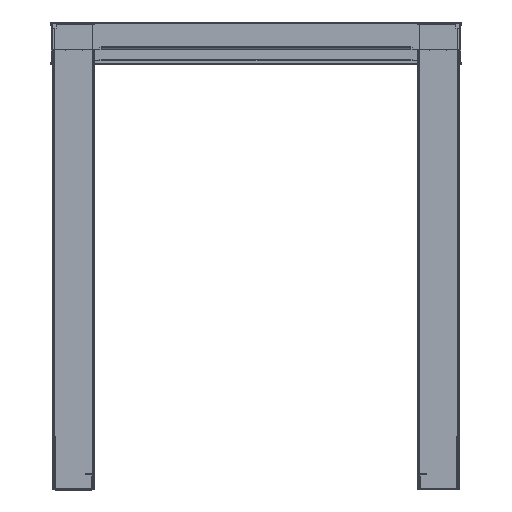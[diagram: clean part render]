
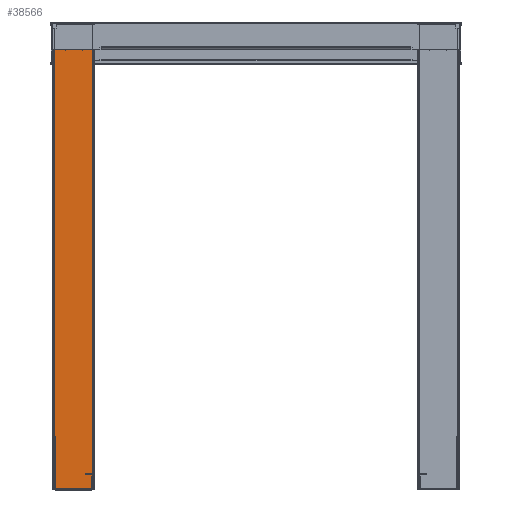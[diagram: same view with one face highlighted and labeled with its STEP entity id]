
A CAD part, front view. The second image highlights one B-rep face of the part: STEP entity #38566.
In plain terms, the highlighted planar face has unit normal (0, -1, 0).
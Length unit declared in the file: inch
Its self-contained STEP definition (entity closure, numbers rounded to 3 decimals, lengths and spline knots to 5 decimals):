
#1289 = DIRECTION ( 'NONE',  ( 1., 0., 0. ) ) ;
#1495 = CARTESIAN_POINT ( 'NONE',  ( -10.35433, -18.16339, -0.11024 ) ) ;
#2701 = DIRECTION ( 'NONE',  ( 0., 1., 0. ) ) ;
#6307 = VERTEX_POINT ( 'NONE', #72543 ) ;
#6506 = ORIENTED_EDGE ( 'NONE', *, *, #11349, .F. ) ;
#9569 = LINE ( 'NONE', #21455, #47219 ) ;
#11349 = EDGE_CURVE ( 'NONE', #57516, #34508, #70487, .T. ) ;
#11900 = LINE ( 'NONE', #36843, #78169 ) ;
#11926 = CARTESIAN_POINT ( 'NONE',  ( -10.15748, -18.16339, -0.30709 ) ) ;
#13378 = EDGE_CURVE ( 'NONE', #6307, #25090, #11900, .T. ) ;
#14042 = EDGE_LOOP ( 'NONE', ( #42947, #53359, #6506, #47660, #44361, #73827 ) ) ;
#17241 = CARTESIAN_POINT ( 'NONE',  ( -8.2874, -18.16339, -0.11024 ) ) ;
#18569 = VECTOR ( 'NONE', #50186, 39.37008 ) ;
#18723 = CARTESIAN_POINT ( 'NONE',  ( -10.15748, -18.16339, -0.11024 ) ) ;
#20113 = LINE ( 'NONE', #76949, #63673 ) ;
#21455 = CARTESIAN_POINT ( 'NONE',  ( -10.35433, -18.16339, -23.7874 ) ) ;
#21510 = EDGE_CURVE ( 'NONE', #64872, #6307, #75937, .T. ) ;
#22492 = CARTESIAN_POINT ( 'NONE',  ( -10.25591, -18.16339, -23.7874 ) ) ;
#22993 = CARTESIAN_POINT ( 'NONE',  ( -10.15748, -18.16339, -0.11024 ) ) ;
#23401 = LINE ( 'NONE', #22993, #63905 ) ;
#25090 = VERTEX_POINT ( 'NONE', #11926 ) ;
#30661 = EDGE_CURVE ( 'NONE', #34508, #64872, #9569, .T. ) ;
#31559 = VECTOR ( 'NONE', #64761, 39.37008 ) ;
#34508 = VERTEX_POINT ( 'NONE', #74602 ) ;
#36843 = CARTESIAN_POINT ( 'NONE',  ( -10.35433, -18.16339, -0.30709 ) ) ;
#37508 = CARTESIAN_POINT ( 'NONE',  ( -10.25591, -18.16339, -0.11024 ) ) ;
#38566 = ADVANCED_FACE ( 'NONE', ( #58734 ), #57513, .F. ) ;
#41801 = DIRECTION ( 'NONE',  ( 0., 0., 1. ) ) ;
#42947 = ORIENTED_EDGE ( 'NONE', *, *, #21510, .F. ) ;
#42969 = DIRECTION ( 'NONE',  ( 1., 0., 0. ) ) ;
#44361 = ORIENTED_EDGE ( 'NONE', *, *, #76337, .F. ) ;
#44643 = VERTEX_POINT ( 'NONE', #18723 ) ;
#47219 = VECTOR ( 'NONE', #48007, 39.37008 ) ;
#47504 = AXIS2_PLACEMENT_3D ( 'NONE', #1495, #2701, #76340 ) ;
#47660 = ORIENTED_EDGE ( 'NONE', *, *, #56033, .F. ) ;
#48007 = DIRECTION ( 'NONE',  ( -1., 0., 0. ) ) ;
#50186 = DIRECTION ( 'NONE',  ( 0., 0., 1. ) ) ;
#53359 = ORIENTED_EDGE ( 'NONE', *, *, #30661, .F. ) ;
#56033 = EDGE_CURVE ( 'NONE', #44643, #57516, #20113, .T. ) ;
#57397 = CARTESIAN_POINT ( 'NONE',  ( -8.2874, -18.16339, -0.11024 ) ) ;
#57513 = PLANE ( 'NONE',  #47504 ) ;
#57516 = VERTEX_POINT ( 'NONE', #17241 ) ;
#58734 = FACE_OUTER_BOUND ( 'NONE', #14042, .T. ) ;
#63673 = VECTOR ( 'NONE', #1289, 39.37008 ) ;
#63905 = VECTOR ( 'NONE', #41801, 39.37008 ) ;
#64761 = DIRECTION ( 'NONE',  ( 0., 0., -1. ) ) ;
#64872 = VERTEX_POINT ( 'NONE', #22492 ) ;
#70487 = LINE ( 'NONE', #57397, #31559 ) ;
#72543 = CARTESIAN_POINT ( 'NONE',  ( -10.25591, -18.16339, -0.30709 ) ) ;
#73827 = ORIENTED_EDGE ( 'NONE', *, *, #13378, .F. ) ;
#74602 = CARTESIAN_POINT ( 'NONE',  ( -8.2874, -18.16339, -23.7874 ) ) ;
#75937 = LINE ( 'NONE', #37508, #18569 ) ;
#76337 = EDGE_CURVE ( 'NONE', #25090, #44643, #23401, .T. ) ;
#76340 = DIRECTION ( 'NONE',  ( 0., 0., 1. ) ) ;
#76949 = CARTESIAN_POINT ( 'NONE',  ( -10.35433, -18.16339, -0.11024 ) ) ;
#78169 = VECTOR ( 'NONE', #42969, 39.37008 ) ;
